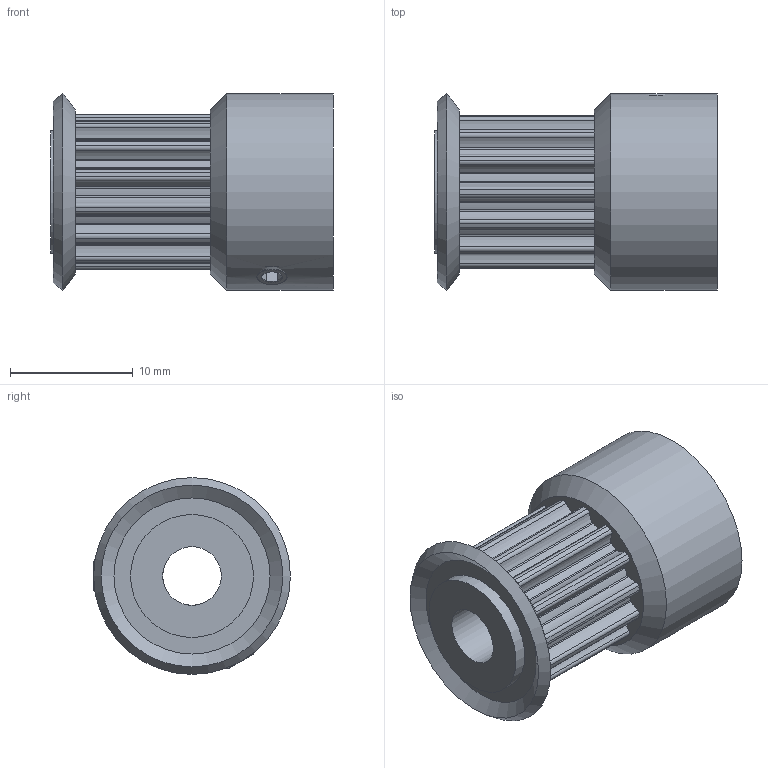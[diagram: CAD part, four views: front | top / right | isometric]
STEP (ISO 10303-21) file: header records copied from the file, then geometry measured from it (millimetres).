
FILE_DESCRIPTION(/* description */ ('STEP AP214'),/* implementation_level */ '2;1');
FILE_NAME(/* name */ 'HTPA14S3M100-K-PUB',/* time_stamp */ '2025-02-03T16:54:06+01:00',/* author */ ('License CC BY-ND 4.0'),/* organization */ ('CADENAS'),/* preprocessor_version */ 'ST-DEVELOPER v19.3',/* originating_system */ 'PARTsolutions',/* authorisation */ ' ');
FILE_SCHEMA (('AUTOMOTIVE_DESIGN {1 0 10303 214 3 1 1}'));
Length unit declared in the file: millimetre
Products named in the file (3): HTPA14S3M100-K-PUB; HTPA14S3M100-K-PUB_a; Gewindestift DIN 913 - M3x3_
Assembly tree (3 placements, depth 2):
  HTPA14S3M100-K-PUB
    HTPA14S3M100-K-PUB_a
    Gewindestift DIN 913 - M3x3_  x2
Bounding box: 23 x 16 x 16 mm (x, y, z)
Volume: 2934.8 mm3; surface area: 2205.8 mm2
Topology: 3 solids, 3 shells, 162 faces, 426 edges, 274 vertices
Faces by surface type: cylinder 119, plane 23, cone 20
Full cylindrical faces by diameter (mm): 2.459 x2, 3 x2, 4.763 x1, 10 x1, 16 x1
Entity records: 4740 total; most frequent: DIRECTION 910, CARTESIAN_POINT 842, ORIENTED_EDGE 758, AXIS2_PLACEMENT_3D 393, EDGE_CURVE 379, VERTEX_POINT 255, CIRCLE 245, EDGE_LOOP 166
